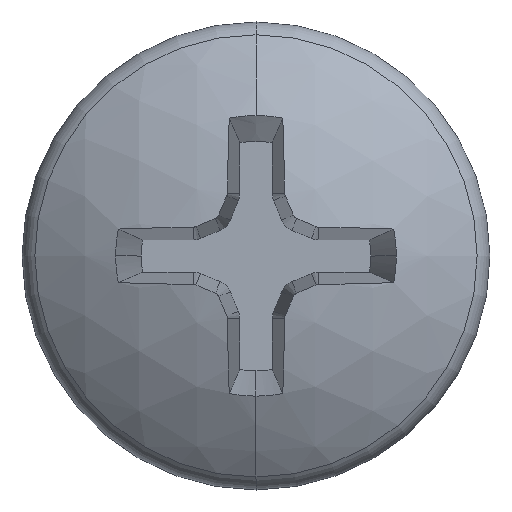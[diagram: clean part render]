
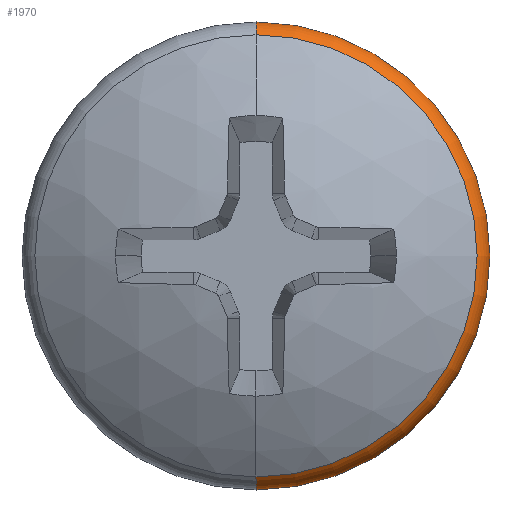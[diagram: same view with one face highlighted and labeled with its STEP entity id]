
A CAD part, top view. The second image highlights one B-rep face of the part: STEP entity #1970.
In plain terms, the highlighted toroidal (fillet/blend) face has major radius 3.442 mm and minor radius 0.558 mm.
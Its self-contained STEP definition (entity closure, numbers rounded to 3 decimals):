
#23 = AXIS2_PLACEMENT_3D ( 'NONE', #1083, #4585, #4197 ) ;
#42 = EDGE_CURVE ( 'NONE', #1615, #3159, #1653, .T. ) ;
#331 = CIRCLE ( 'NONE', #4701, 0.558 ) ;
#334 = CIRCLE ( 'NONE', #1962, 3.781 ) ;
#426 = CARTESIAN_POINT ( 'NONE',  ( 0., -3.442, 6.378 ) ) ;
#458 = VERTEX_POINT ( 'NONE', #1857 ) ;
#513 = ORIENTED_EDGE ( 'NONE', *, *, #4952, .F. ) ;
#572 = DIRECTION ( 'NONE',  ( 0., 0., 1. ) ) ;
#588 = VERTEX_POINT ( 'NONE', #1206 ) ;
#764 = DIRECTION ( 'NONE',  ( 0., 1., 0. ) ) ;
#1083 = CARTESIAN_POINT ( 'NONE',  ( 0., 0., 6.378 ) ) ;
#1138 = AXIS2_PLACEMENT_3D ( 'NONE', #4533, #3014, #4512 ) ;
#1147 = DIRECTION ( 'NONE',  ( 0., 0., 1. ) ) ;
#1206 = CARTESIAN_POINT ( 'NONE',  ( 0., -3.781, 6.821 ) ) ;
#1213 = ORIENTED_EDGE ( 'NONE', *, *, #2946, .T. ) ;
#1615 = VERTEX_POINT ( 'NONE', #3915 ) ;
#1653 = CIRCLE ( 'NONE', #23, 4. ) ;
#1784 = EDGE_CURVE ( 'NONE', #588, #458, #334, .T. ) ;
#1857 = CARTESIAN_POINT ( 'NONE',  ( 0., 3.781, 6.821 ) ) ;
#1945 = DIRECTION ( 'NONE',  ( 1., 0., 0. ) ) ;
#1962 = AXIS2_PLACEMENT_3D ( 'NONE', #4034, #572, #2121 ) ;
#1970 = ADVANCED_FACE ( 'NONE', ( #4459 ), #4827, .T. ) ;
#2121 = DIRECTION ( 'NONE',  ( 0., -1., 0. ) ) ;
#2238 = ORIENTED_EDGE ( 'NONE', *, *, #42, .T. ) ;
#2929 = CARTESIAN_POINT ( 'NONE',  ( 0., 4., 6.378 ) ) ;
#2946 = EDGE_CURVE ( 'NONE', #3159, #458, #4633, .T. ) ;
#3014 = DIRECTION ( 'NONE',  ( 0., 0., 1. ) ) ;
#3091 = ORIENTED_EDGE ( 'NONE', *, *, #1784, .F. ) ;
#3159 = VERTEX_POINT ( 'NONE', #2929 ) ;
#3431 = EDGE_LOOP ( 'NONE', ( #2238, #1213, #3091, #513 ) ) ;
#3886 = CARTESIAN_POINT ( 'NONE',  ( 0., 3.442, 6.378 ) ) ;
#3915 = CARTESIAN_POINT ( 'NONE',  ( 0., -4., 6.378 ) ) ;
#4034 = CARTESIAN_POINT ( 'NONE',  ( 0., 0., 6.821 ) ) ;
#4197 = DIRECTION ( 'NONE',  ( 0., -1., 0. ) ) ;
#4432 = AXIS2_PLACEMENT_3D ( 'NONE', #3886, #1945, #764 ) ;
#4459 = FACE_OUTER_BOUND ( 'NONE', #3431, .T. ) ;
#4512 = DIRECTION ( 'NONE',  ( 0., -1., 0. ) ) ;
#4533 = CARTESIAN_POINT ( 'NONE',  ( 0., 0., 6.378 ) ) ;
#4585 = DIRECTION ( 'NONE',  ( 0., 0., 1. ) ) ;
#4632 = DIRECTION ( 'NONE',  ( -1., 0., 0. ) ) ;
#4633 = CIRCLE ( 'NONE', #4432, 0.558 ) ;
#4701 = AXIS2_PLACEMENT_3D ( 'NONE', #426, #4632, #1147 ) ;
#4827 = TOROIDAL_SURFACE ( 'NONE', #1138, 3.442, 0.558 ) ;
#4952 = EDGE_CURVE ( 'NONE', #1615, #588, #331, .T. ) ;
